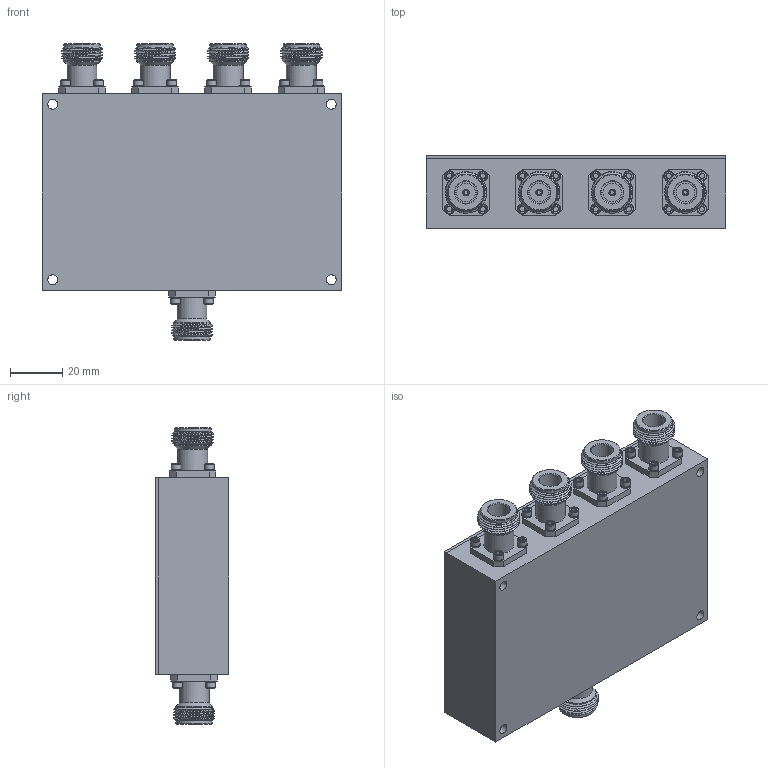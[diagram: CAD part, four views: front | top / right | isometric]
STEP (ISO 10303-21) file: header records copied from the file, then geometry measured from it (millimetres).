
FILE_DESCRIPTION (( 'STEP AP203' ), '1' );
FILE_NAME ('MPP2K06K0400-4.step', '2020-03-06T18:47:11', ( '' ), ( '' ), 'SwSTEP 2.0', 'SolidWorks 2018', '' );
FILE_SCHEMA (( 'CONFIG_CONTROL_DESIGN' ));
Length unit declared in the file: inch
Products named in the file (1): MPP2K06K0400-4
Bounding box: 114.55 x 27.99 x 113.3 mm (x, y, z)
Volume: 252170.5 mm3; surface area: 37012.3 mm2
Topology: 1 solids, 1 shells, 802 faces, 1810 edges, 1097 vertices
Faces by surface type: plane 434, cone 215, cylinder 84, bspline 69
Full cylindrical faces by diameter (mm): 1.524 x5, 2.54 x5, 3.658 x20, 3.81 x4, 3.856 x20, 7.112 x5, 8.382 x5, 11.431 x5, 13.971 x10
Entity records: 29315 total; most frequent: CARTESIAN_POINT 13119, DIRECTION 3169, ORIENTED_EDGE 3162, EDGE_CURVE 1581, AXIS2_PLACEMENT_3D 1182, EDGE_LOOP 1031, VERTEX_POINT 1022, FACE_OUTER_BOUND 871
